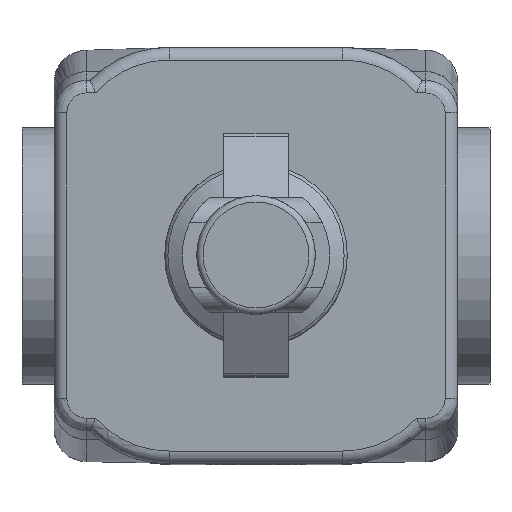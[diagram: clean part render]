
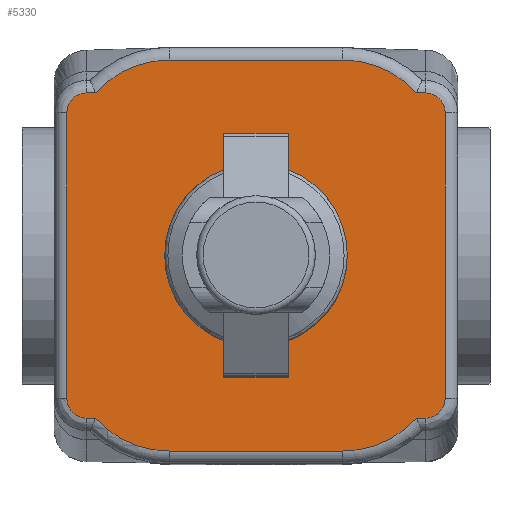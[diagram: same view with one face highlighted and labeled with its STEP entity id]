
A CAD part, top view. The second image highlights one B-rep face of the part: STEP entity #5330.
In plain terms, the highlighted planar face has unit normal (0, 0, 1).
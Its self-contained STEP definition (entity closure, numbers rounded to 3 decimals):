
#2343=CARTESIAN_POINT('',(-3.731,-11.825,40.0));
#2344=VERTEX_POINT('',#2343);
#2351=CARTESIAN_POINT('',(3.731,-11.825,40.0));
#2352=VERTEX_POINT('',#2351);
#2353=CARTESIAN_POINT('',(0.0,0.,40.0));
#2354=DIRECTION('',(0.0,0.0,-1.0));
#2355=DIRECTION('',(-0.301,-0.954,0.0));
#2356=AXIS2_PLACEMENT_3D('',#2353,#2354,#2355);
#2357=CIRCLE('',#2356,12.4);
#2358=EDGE_CURVE('',#2352,#2344,#2357,.T.);
#2375=CARTESIAN_POINT('',(-11.825,-3.731,40.0));
#2376=VERTEX_POINT('',#2375);
#2383=CARTESIAN_POINT('',(-3.731,-11.825,40.0));
#2384=DIRECTION('',(-0.707,0.707,0.0));
#2385=VECTOR('',#2384,11.447);
#2386=LINE('',#2383,#2385);
#2387=EDGE_CURVE('',#2344,#2376,#2386,.T.);
#2399=CARTESIAN_POINT('',(-11.825,3.731,40.0));
#2400=VERTEX_POINT('',#2399);
#2407=CARTESIAN_POINT('',(0.0,0.,40.0));
#2408=DIRECTION('',(0.0,0.0,-1.));
#2409=DIRECTION('',(-0.954,0.301,0.0));
#2410=AXIS2_PLACEMENT_3D('',#2407,#2408,#2409);
#2411=CIRCLE('',#2410,12.4);
#2412=EDGE_CURVE('',#2376,#2400,#2411,.T.);
#2424=CARTESIAN_POINT('',(-3.731,11.825,40.0));
#2425=VERTEX_POINT('',#2424);
#2432=CARTESIAN_POINT('',(-11.825,3.731,40.0));
#2433=DIRECTION('',(0.707,0.707,0.0));
#2434=VECTOR('',#2433,11.447);
#2435=LINE('',#2432,#2434);
#2436=EDGE_CURVE('',#2400,#2425,#2435,.T.);
#2448=CARTESIAN_POINT('',(3.731,11.825,40.0));
#2449=VERTEX_POINT('',#2448);
#2456=CARTESIAN_POINT('',(0.0,0.,40.0));
#2457=DIRECTION('',(0.0,0.0,-1.));
#2458=DIRECTION('',(0.301,0.954,0.0));
#2459=AXIS2_PLACEMENT_3D('',#2456,#2457,#2458);
#2460=CIRCLE('',#2459,12.4);
#2461=EDGE_CURVE('',#2425,#2449,#2460,.T.);
#2473=CARTESIAN_POINT('',(11.825,3.731,40.0));
#2474=VERTEX_POINT('',#2473);
#2481=CARTESIAN_POINT('',(3.731,11.825,40.0));
#2482=DIRECTION('',(0.707,-0.707,0.0));
#2483=VECTOR('',#2482,11.447);
#2484=LINE('',#2481,#2483);
#2485=EDGE_CURVE('',#2449,#2474,#2484,.T.);
#2497=CARTESIAN_POINT('',(11.825,-3.731,40.0));
#2498=VERTEX_POINT('',#2497);
#2505=CARTESIAN_POINT('',(0.0,0.,40.0));
#2506=DIRECTION('',(0.0,0.0,-1.));
#2507=DIRECTION('',(0.954,-0.301,0.0));
#2508=AXIS2_PLACEMENT_3D('',#2505,#2506,#2507);
#2509=CIRCLE('',#2508,12.4);
#2510=EDGE_CURVE('',#2474,#2498,#2509,.T.);
#2523=CARTESIAN_POINT('',(11.825,-3.731,40.0));
#2524=DIRECTION('',(-0.707,-0.707,0.0));
#2525=VECTOR('',#2524,11.447);
#2526=LINE('',#2523,#2525);
#2527=EDGE_CURVE('',#2498,#2352,#2526,.T.);
#4330=CARTESIAN_POINT('',(26.5,-25.359,40.0));
#4331=VERTEX_POINT('',#4330);
#4339=CARTESIAN_POINT('',(25.03,-25.359,40.0));
#4340=VERTEX_POINT('',#4339);
#4341=CARTESIAN_POINT('',(26.5,-25.359,40.0));
#4342=DIRECTION('',(-1.0,0.0,0.0));
#4343=VECTOR('',#4342,1.47);
#4344=LINE('',#4341,#4343);
#4345=EDGE_CURVE('',#4331,#4340,#4344,.T.);
#4410=CARTESIAN_POINT('',(29.5,-22.244,40.0));
#4411=VERTEX_POINT('',#4410);
#4419=CARTESIAN_POINT('',(29.5,-22.244,40.0));
#4420=CARTESIAN_POINT('',(29.5,-23.155,40.0));
#4421=CARTESIAN_POINT('',(28.788,-24.752,40.));
#4422=CARTESIAN_POINT('',(27.183,-25.359,40.0));
#4423=CARTESIAN_POINT('',(26.5,-25.359,40.0));
#4424=B_SPLINE_CURVE_WITH_KNOTS('',3,(#4419,#4420,#4421,#4422,#4423),.UNSPECIFIED.,.F.,.U.,(4,1,4),(0.0,0.273,0.478),.UNSPECIFIED.);
#4425=EDGE_CURVE('',#4411,#4331,#4424,.T.);
#4435=CARTESIAN_POINT('',(29.5,22.244,40.0));
#4436=VERTEX_POINT('',#4435);
#4444=CARTESIAN_POINT('',(29.5,22.244,40.0));
#4445=DIRECTION('',(0.0,-1.0,0.0));
#4446=VECTOR('',#4445,44.488);
#4447=LINE('',#4444,#4446);
#4448=EDGE_CURVE('',#4436,#4411,#4447,.T.);
#4488=CARTESIAN_POINT('',(26.5,25.359,40.0));
#4489=VERTEX_POINT('',#4488);
#4497=CARTESIAN_POINT('',(26.5,25.359,40.0));
#4498=CARTESIAN_POINT('',(27.182,25.359,40.0));
#4499=CARTESIAN_POINT('',(28.784,24.758,40.));
#4500=CARTESIAN_POINT('',(29.5,23.153,40.0));
#4501=CARTESIAN_POINT('',(29.5,22.244,40.0));
#4502=B_SPLINE_CURVE_WITH_KNOTS('',3,(#4497,#4498,#4499,#4500,#4501),.UNSPECIFIED.,.F.,.U.,(4,1,4),(0.0,0.205,0.477),.UNSPECIFIED.);
#4503=EDGE_CURVE('',#4489,#4436,#4502,.T.);
#4513=CARTESIAN_POINT('',(25.03,25.359,40.0));
#4514=VERTEX_POINT('',#4513);
#4515=CARTESIAN_POINT('',(25.03,25.359,40.0));
#4516=DIRECTION('',(1.0,0.0,0.0));
#4517=VECTOR('',#4516,1.47);
#4518=LINE('',#4515,#4517);
#4519=EDGE_CURVE('',#4514,#4489,#4518,.T.);
#4553=CARTESIAN_POINT('',(13.5,-30.5,40.0));
#4554=VERTEX_POINT('',#4553);
#4583=CARTESIAN_POINT('',(13.5,-15.0,40.0));
#4584=DIRECTION('',(0.0,0.0,-1.0));
#4585=DIRECTION('',(0.401,-0.916,0.0));
#4586=AXIS2_PLACEMENT_3D('',#4583,#4584,#4585);
#4587=CIRCLE('',#4586,15.5);
#4588=EDGE_CURVE('',#4340,#4554,#4587,.T.);
#4598=CARTESIAN_POINT('',(-13.5,-30.5,40.0));
#4599=VERTEX_POINT('',#4598);
#4616=CARTESIAN_POINT('',(13.5,-30.5,40.0));
#4617=DIRECTION('',(-1.0,0.0,0.0));
#4618=VECTOR('',#4617,27.0);
#4619=LINE('',#4616,#4618);
#4620=EDGE_CURVE('',#4554,#4599,#4619,.T.);
#4640=CARTESIAN_POINT('',(-25.03,-25.359,40.0));
#4641=VERTEX_POINT('',#4640);
#4642=CARTESIAN_POINT('',(-13.5,-15.0,40.0));
#4643=DIRECTION('',(0.0,0.0,-1.));
#4644=DIRECTION('',(-0.401,-0.916,0.0));
#4645=AXIS2_PLACEMENT_3D('',#4642,#4643,#4644);
#4646=CIRCLE('',#4645,15.5);
#4647=EDGE_CURVE('',#4599,#4641,#4646,.T.);
#4683=CARTESIAN_POINT('',(-26.5,25.359,40.0));
#4684=VERTEX_POINT('',#4683);
#4692=CARTESIAN_POINT('',(-25.03,25.359,40.0));
#4693=VERTEX_POINT('',#4692);
#4694=CARTESIAN_POINT('',(-26.5,25.359,40.0));
#4695=DIRECTION('',(1.0,0.0,0.0));
#4696=VECTOR('',#4695,1.47);
#4697=LINE('',#4694,#4696);
#4698=EDGE_CURVE('',#4684,#4693,#4697,.T.);
#4731=CARTESIAN_POINT('',(13.5,30.5,40.0));
#4732=VERTEX_POINT('',#4731);
#4750=CARTESIAN_POINT('',(-13.5,30.5,40.0));
#4751=VERTEX_POINT('',#4750);
#4759=CARTESIAN_POINT('',(-13.5,30.5,40.0));
#4760=DIRECTION('',(1.0,0.0,0.0));
#4761=VECTOR('',#4760,27.0);
#4762=LINE('',#4759,#4761);
#4763=EDGE_CURVE('',#4751,#4732,#4762,.T.);
#4773=CARTESIAN_POINT('',(-13.5,15.0,40.0));
#4774=DIRECTION('',(0.0,0.0,-1.));
#4775=DIRECTION('',(-0.401,0.916,0.0));
#4776=AXIS2_PLACEMENT_3D('',#4773,#4774,#4775);
#4777=CIRCLE('',#4776,15.5);
#4778=EDGE_CURVE('',#4693,#4751,#4777,.T.);
#4846=CARTESIAN_POINT('',(-29.5,22.244,40.0));
#4847=VERTEX_POINT('',#4846);
#4855=CARTESIAN_POINT('',(-29.5,22.244,40.0));
#4856=CARTESIAN_POINT('',(-29.5,22.927,40.0));
#4857=CARTESIAN_POINT('',(-29.127,24.069,40.));
#4858=CARTESIAN_POINT('',(-27.871,25.136,40.));
#4859=CARTESIAN_POINT('',(-26.955,25.359,40.0));
#4860=CARTESIAN_POINT('',(-26.5,25.359,40.0));
#4861=B_SPLINE_CURVE_WITH_KNOTS('',3,(#4855,#4856,#4857,#4858,#4859,#4860),.UNSPECIFIED.,.F.,.U.,(4,1,1,4),(0.0,0.205,0.341,0.478),.UNSPECIFIED.);
#4862=EDGE_CURVE('',#4847,#4684,#4861,.T.);
#4872=CARTESIAN_POINT('',(-29.5,-22.244,40.0));
#4873=VERTEX_POINT('',#4872);
#4881=CARTESIAN_POINT('',(-29.5,-22.244,40.0));
#4882=DIRECTION('',(0.0,1.0,0.0));
#4883=VECTOR('',#4882,44.488);
#4884=LINE('',#4881,#4883);
#4885=EDGE_CURVE('',#4873,#4847,#4884,.T.);
#4925=CARTESIAN_POINT('',(-26.5,-25.359,40.0));
#4926=VERTEX_POINT('',#4925);
#4934=CARTESIAN_POINT('',(-26.5,-25.359,40.0));
#4935=CARTESIAN_POINT('',(-27.182,-25.359,40.0));
#4936=CARTESIAN_POINT('',(-28.784,-24.758,40.));
#4937=CARTESIAN_POINT('',(-29.5,-23.153,40.0));
#4938=CARTESIAN_POINT('',(-29.5,-22.244,40.0));
#4939=B_SPLINE_CURVE_WITH_KNOTS('',3,(#4934,#4935,#4936,#4937,#4938),.UNSPECIFIED.,.F.,.U.,(4,1,4),(0.0,0.205,0.477),.UNSPECIFIED.);
#4940=EDGE_CURVE('',#4926,#4873,#4939,.T.);
#4950=CARTESIAN_POINT('',(-25.03,-25.359,40.0));
#4951=DIRECTION('',(-1.0,0.0,0.0));
#4952=VECTOR('',#4951,1.47);
#4953=LINE('',#4950,#4952);
#4954=EDGE_CURVE('',#4641,#4926,#4953,.T.);
#4982=CARTESIAN_POINT('',(13.5,15.0,40.0));
#4983=DIRECTION('',(0.0,0.0,-1.0));
#4984=DIRECTION('',(0.401,0.916,0.0));
#4985=AXIS2_PLACEMENT_3D('',#4982,#4983,#4984);
#4986=CIRCLE('',#4985,15.5);
#4987=EDGE_CURVE('',#4732,#4514,#4986,.T.);
#5297=CARTESIAN_POINT('',(0.,0.,40.0));
#5298=DIRECTION('',(0.0,0.0,1.0));
#5299=DIRECTION('',(1.0,0.0,0.0));
#5300=AXIS2_PLACEMENT_3D('',#5297,#5298,#5299);
#5301=PLANE('',#5300);
#5302=ORIENTED_EDGE('',*,*,#4763,.F.);
#5303=ORIENTED_EDGE('',*,*,#4778,.F.);
#5304=ORIENTED_EDGE('',*,*,#4698,.F.);
#5305=ORIENTED_EDGE('',*,*,#4862,.F.);
#5306=ORIENTED_EDGE('',*,*,#4885,.F.);
#5307=ORIENTED_EDGE('',*,*,#4940,.F.);
#5308=ORIENTED_EDGE('',*,*,#4954,.F.);
#5309=ORIENTED_EDGE('',*,*,#4647,.F.);
#5310=ORIENTED_EDGE('',*,*,#4620,.F.);
#5311=ORIENTED_EDGE('',*,*,#4588,.F.);
#5312=ORIENTED_EDGE('',*,*,#4345,.F.);
#5313=ORIENTED_EDGE('',*,*,#4425,.F.);
#5314=ORIENTED_EDGE('',*,*,#4448,.F.);
#5315=ORIENTED_EDGE('',*,*,#4503,.F.);
#5316=ORIENTED_EDGE('',*,*,#4519,.F.);
#5317=ORIENTED_EDGE('',*,*,#4987,.F.);
#5318=EDGE_LOOP('',(#5302,#5303,#5304,#5305,#5306,#5307,#5308,#5309,#5310,#5311,#5312,#5313,#5314,#5315,#5316,#5317));
#5319=FACE_OUTER_BOUND('',#5318,.T.);
#5320=ORIENTED_EDGE('',*,*,#2358,.T.);
#5321=ORIENTED_EDGE('',*,*,#2387,.T.);
#5322=ORIENTED_EDGE('',*,*,#2412,.T.);
#5323=ORIENTED_EDGE('',*,*,#2436,.T.);
#5324=ORIENTED_EDGE('',*,*,#2461,.T.);
#5325=ORIENTED_EDGE('',*,*,#2485,.T.);
#5326=ORIENTED_EDGE('',*,*,#2510,.T.);
#5327=ORIENTED_EDGE('',*,*,#2527,.T.);
#5328=EDGE_LOOP('',(#5320,#5321,#5322,#5323,#5324,#5325,#5326,#5327));
#5329=FACE_BOUND('',#5328,.T.);
#5330=ADVANCED_FACE('',(#5319,#5329),#5301,.T.);
